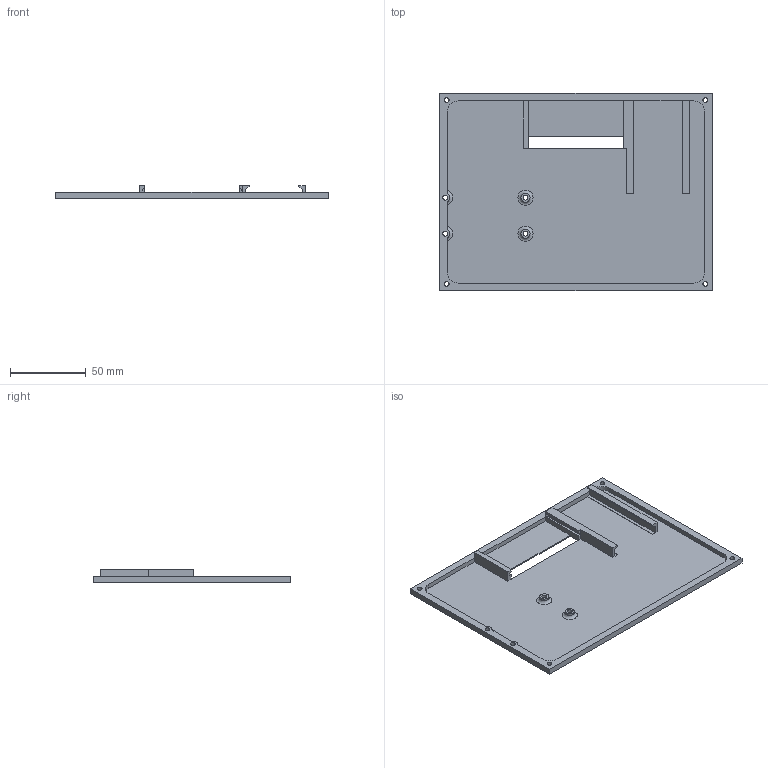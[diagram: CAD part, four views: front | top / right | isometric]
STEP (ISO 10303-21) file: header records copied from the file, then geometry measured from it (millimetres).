
FILE_DESCRIPTION(/* description */ (''),/* implementation_level */ '2;1');
FILE_NAME(/* name */ 'Back Cover v5.stp',/* time_stamp */ '2021-11-08T19:15:58+01:00',/* author */ ('user'),/* organization */ (''),/* preprocessor_version */ 'ST-DEVELOPER v18.1',/* originating_system */ 'Autodesk Inventor 2021',/* authorisation */ '');
FILE_SCHEMA (('AUTOMOTIVE_DESIGN { 1 0 10303 214 3 1 1 }'));
Length unit declared in the file: millimetre
Products named in the file (1): Back Cover v5
Bounding box: 180 x 130.5 x 8.45 mm (x, y, z)
Volume: 31582.5 mm3; surface area: 53705.1 mm2
Topology: 1 solids, 1 shells, 74 faces, 212 edges, 142 vertices
Faces by surface type: plane 54, cylinder 16, torus 4
Full cylindrical faces by diameter (mm): 3.2 x8, 6 x2
Entity records: 2527 total; most frequent: CARTESIAN_POINT 465, ORIENTED_EDGE 424, DIRECTION 408, EDGE_CURVE 212, LINE 158, VECTOR 158, VERTEX_POINT 142, AXIS2_PLACEMENT_3D 125
